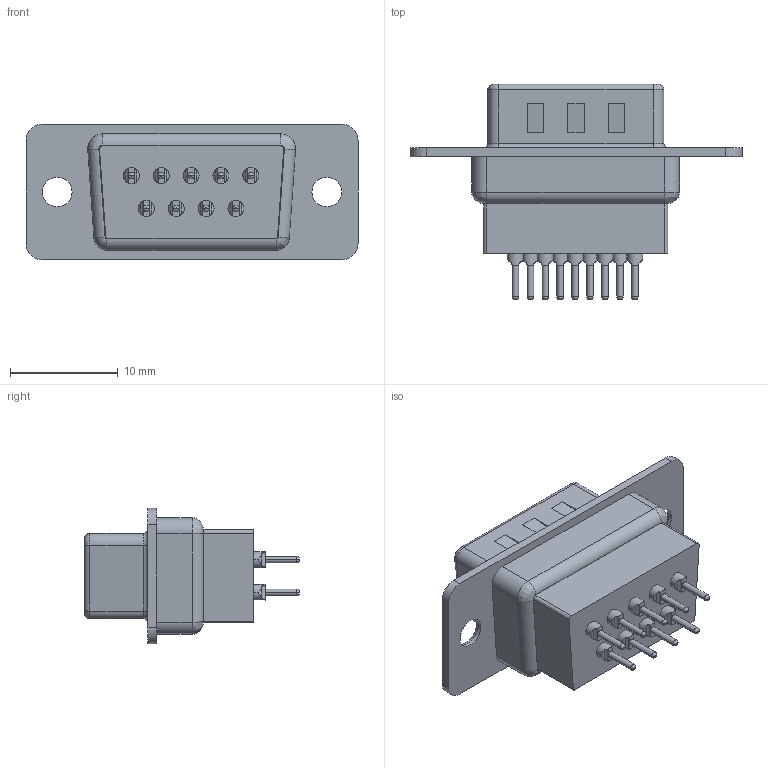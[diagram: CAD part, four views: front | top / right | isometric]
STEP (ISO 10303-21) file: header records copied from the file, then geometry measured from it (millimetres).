
FILE_DESCRIPTION( ('This file contains a STEP AP42 implementation' ,'as created by ZW3D STEP Interface translator.') ,'2;1' );
FILE_NAME( '6222A-XXMNXXB01.stp' ,'231110.145212', (''), ('ZWCAD Software Co.'), 'Version 1.0', 'ZW3D to STEP translator', '' );
FILE_SCHEMA(('AUTOMOTIVE_DESIGN { 1 0 10303 214 1 1 1 1 }'));
Length unit declared in the file: millimetre
Products named in the file (2): 0; 6210_xxfbs003
Bounding box: 30.81 x 19.98 x 12.55 mm (x, y, z)
Volume: 1951.4 mm3; surface area: 2526.6 mm2
Topology: 1 solids, 16 shells, 352 faces, 759 edges, 470 vertices
Faces by surface type: cylinder 168, plane 132, bspline 44, torus 8
Entity records: 11629 total; most frequent: CARTESIAN_POINT 3716, DIRECTION 1597, ORIENTED_EDGE 1518, EDGE_CURVE 759, AXIS2_PLACEMENT_3D 631, VERTEX_POINT 470, EDGE_LOOP 387, FACE_OUTER_BOUND 352
